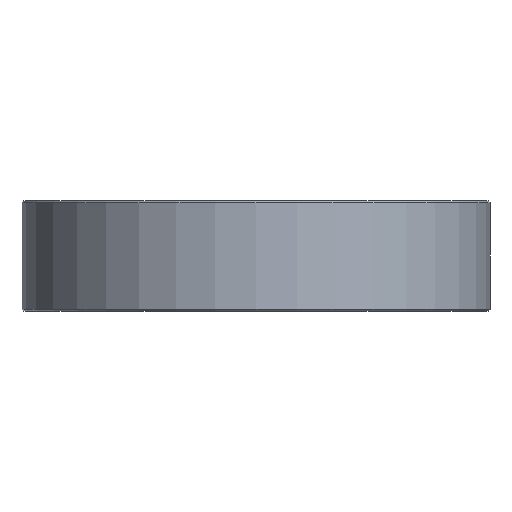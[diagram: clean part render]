
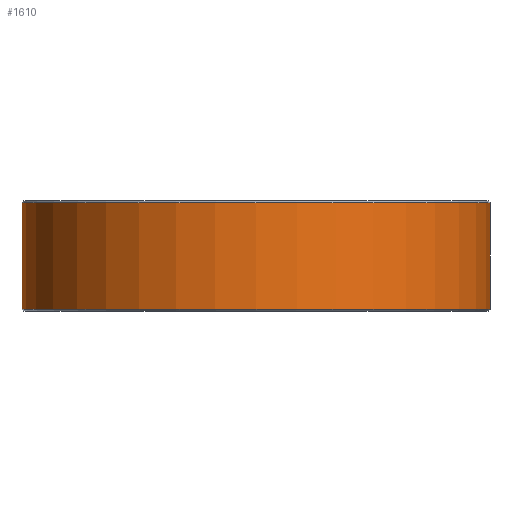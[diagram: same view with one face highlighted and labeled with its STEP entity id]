
A CAD part, front view. The second image highlights one B-rep face of the part: STEP entity #1610.
In plain terms, the highlighted cylindrical face has radius 25.4 mm (diameter 50.8 mm), a partial arc.
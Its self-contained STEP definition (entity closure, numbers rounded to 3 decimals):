
#26 = AXIS2_PLACEMENT_3D ( 'NONE', #80, #79, #78 ) ;
#78 = DIRECTION ( 'NONE',  ( 1., 0., 0. ) ) ;
#79 = DIRECTION ( 'NONE',  ( 0., 0., 1. ) ) ;
#80 = CARTESIAN_POINT ( 'NONE',  ( 0., 0., -5.8 ) ) ;
#81 = CIRCLE ( 'NONE', #26, 25.4 ) ;
#1472 = VERTEX_POINT ( 'NONE', #2599 ) ;
#1487 = EDGE_CURVE ( 'NONE', #1472, #1488, #2625, .T. ) ;
#1488 = VERTEX_POINT ( 'NONE', #2629 ) ;
#1491 = EDGE_CURVE ( 'NONE', #1531, #1492, #2620, .T. ) ;
#1492 = VERTEX_POINT ( 'NONE', #2626 ) ;
#1531 = VERTEX_POINT ( 'NONE', #2676 ) ;
#1610 = ADVANCED_FACE ( 'NONE', ( #2917 ), #3025, .T. ) ;
#1612 = ORIENTED_EDGE ( 'NONE', *, *, #1491, .F. ) ;
#1614 = ORIENTED_EDGE ( 'NONE', *, *, #1487, .T. ) ;
#1621 = EDGE_LOOP ( 'NONE', ( #1612, #1662, #1614, #1663 ) ) ;
#1626 = EDGE_CURVE ( 'NONE', #1531, #1472, #3042, .T. ) ;
#1662 = ORIENTED_EDGE ( 'NONE', *, *, #1626, .T. ) ;
#1663 = ORIENTED_EDGE ( 'NONE', *, *, #1679, .T. ) ;
#1679 = EDGE_CURVE ( 'NONE', #1488, #1492, #81, .T. ) ;
#2599 = CARTESIAN_POINT ( 'NONE',  ( -25.4, 0., 5.8 ) ) ;
#2617 = DIRECTION ( 'NONE',  ( 0., 0., -1. ) ) ;
#2618 = VECTOR ( 'NONE', #2617, 1000. ) ;
#2619 = CARTESIAN_POINT ( 'NONE',  ( 25.4, 0., 6. ) ) ;
#2620 = LINE ( 'NONE', #2619, #2618 ) ;
#2622 = DIRECTION ( 'NONE',  ( 0., 0., -1. ) ) ;
#2623 = VECTOR ( 'NONE', #2622, 1000. ) ;
#2624 = CARTESIAN_POINT ( 'NONE',  ( -25.4, 0., 6. ) ) ;
#2625 = LINE ( 'NONE', #2624, #2623 ) ;
#2626 = CARTESIAN_POINT ( 'NONE',  ( 25.4, 0., -5.8 ) ) ;
#2629 = CARTESIAN_POINT ( 'NONE',  ( -25.4, 0., -5.8 ) ) ;
#2676 = CARTESIAN_POINT ( 'NONE',  ( 25.4, 0., 5.8 ) ) ;
#2913 = AXIS2_PLACEMENT_3D ( 'NONE', #3011, #3010, #3009 ) ;
#2917 = FACE_OUTER_BOUND ( 'NONE', #1621, .T. ) ;
#3009 = DIRECTION ( 'NONE',  ( -1., 0., 0. ) ) ;
#3010 = DIRECTION ( 'NONE',  ( 0., 0., -1. ) ) ;
#3011 = CARTESIAN_POINT ( 'NONE',  ( 0., 0., 6. ) ) ;
#3013 = AXIS2_PLACEMENT_3D ( 'NONE', #3041, #3040, #3039 ) ;
#3025 = CYLINDRICAL_SURFACE ( 'NONE', #2913, 25.4 ) ;
#3039 = DIRECTION ( 'NONE',  ( 1., 0., 0. ) ) ;
#3040 = DIRECTION ( 'NONE',  ( 0., 0., -1. ) ) ;
#3041 = CARTESIAN_POINT ( 'NONE',  ( 0., 0., 5.8 ) ) ;
#3042 = CIRCLE ( 'NONE', #3013, 25.4 ) ;
